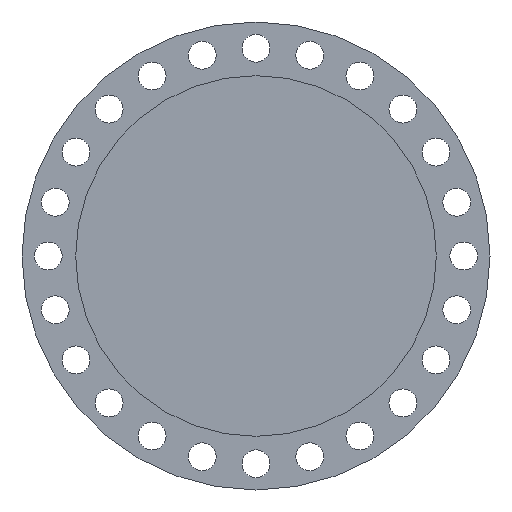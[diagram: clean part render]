
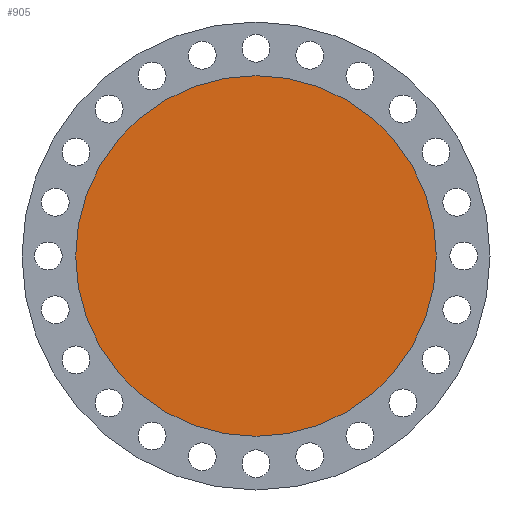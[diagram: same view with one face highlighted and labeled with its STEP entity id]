
A CAD part, left-side view. The second image highlights one B-rep face of the part: STEP entity #905.
In plain terms, the highlighted planar face has unit normal (-1, 0, 0).
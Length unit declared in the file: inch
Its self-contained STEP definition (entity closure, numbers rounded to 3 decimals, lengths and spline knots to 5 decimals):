
#223 = AXIS2_PLACEMENT_3D ( 'NONE', #595, #1241, #1865 ) ;
#294 = CIRCLE ( 'NONE', #586, 25. ) ;
#340 = FACE_OUTER_BOUND ( 'NONE', #1311, .T. ) ;
#381 = VERTEX_POINT ( 'NONE', #669 ) ;
#454 = CIRCLE ( 'NONE', #990, 25. ) ;
#495 = DIRECTION ( 'NONE',  ( 0., 0., 1. ) ) ;
#542 = EDGE_CURVE ( 'NONE', #381, #2033, #454, .T. ) ;
#586 = AXIS2_PLACEMENT_3D ( 'NONE', #1569, #664, #495 ) ;
#595 = CARTESIAN_POINT ( 'NONE',  ( 0., 0., 0. ) ) ;
#664 = DIRECTION ( 'NONE',  ( -1., 0., 0. ) ) ;
#669 = CARTESIAN_POINT ( 'NONE',  ( 0., 0., 25. ) ) ;
#733 = DIRECTION ( 'NONE',  ( -1., 0., 0. ) ) ;
#848 = EDGE_CURVE ( 'NONE', #2033, #381, #294, .T. ) ;
#905 = ADVANCED_FACE ( 'NONE', ( #340 ), #2025, .T. ) ;
#990 = AXIS2_PLACEMENT_3D ( 'NONE', #1837, #733, #1866 ) ;
#1220 = CARTESIAN_POINT ( 'NONE',  ( 0., 0., -25. ) ) ;
#1241 = DIRECTION ( 'NONE',  ( -1., 0., 0. ) ) ;
#1311 = EDGE_LOOP ( 'NONE', ( #1986, #1336 ) ) ;
#1336 = ORIENTED_EDGE ( 'NONE', *, *, #848, .T. ) ;
#1569 = CARTESIAN_POINT ( 'NONE',  ( 0., 0., 0. ) ) ;
#1837 = CARTESIAN_POINT ( 'NONE',  ( 0., 0., 0. ) ) ;
#1865 = DIRECTION ( 'NONE',  ( 0., 0., 1. ) ) ;
#1866 = DIRECTION ( 'NONE',  ( 0., 0., 1. ) ) ;
#1986 = ORIENTED_EDGE ( 'NONE', *, *, #542, .T. ) ;
#2025 = PLANE ( 'NONE',  #223 ) ;
#2033 = VERTEX_POINT ( 'NONE', #1220 ) ;
